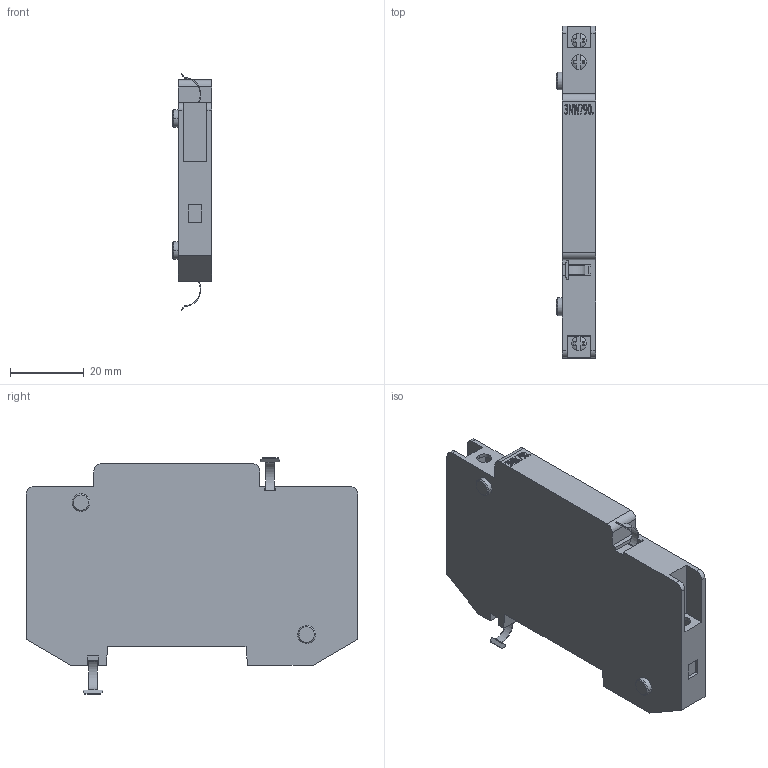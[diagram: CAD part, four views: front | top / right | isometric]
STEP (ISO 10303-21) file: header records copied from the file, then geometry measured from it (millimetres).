
FILE_DESCRIPTION(('STEP AP214'),'1');
FILE_NAME('cctmp_045F51E4-90F1-4640-AC3F-62F1A93EEA31_2023_04_14_20_06_36_0547..stp','2023-04-14T18:06:37',('SIEMENS A&D'),('CADClick - www.CADClick.com'),'Spatial InterOp 3D postprocessed',' ','unknown authorization');
FILE_SCHEMA(('AUTOMOTIVE_DESIGN'));
Length unit declared in the file: millimetre
Products named in the file (1): 2023_04_14_20_06_36_0532
Bounding box: 10.61 x 90 x 64.15 mm (x, y, z)
Volume: 37414.7 mm3; surface area: 12630.4 mm2
Topology: 1 solids, 1 shells, 320 faces, 855 edges, 566 vertices
Faces by surface type: plane 237, cylinder 41, extrusion 32, sphere 6, cone 4
Entity records: 11888 total; most frequent: CARTESIAN_POINT 3267, ORIENTED_EDGE 1710, DIRECTION 1331, EDGE_CURVE 855, VERTEX_POINT 566, VECTOR 529, LINE 497, AXIS2_PLACEMENT_3D 401
